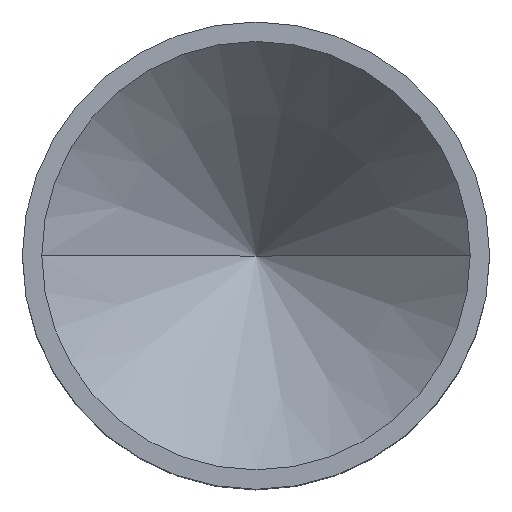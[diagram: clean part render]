
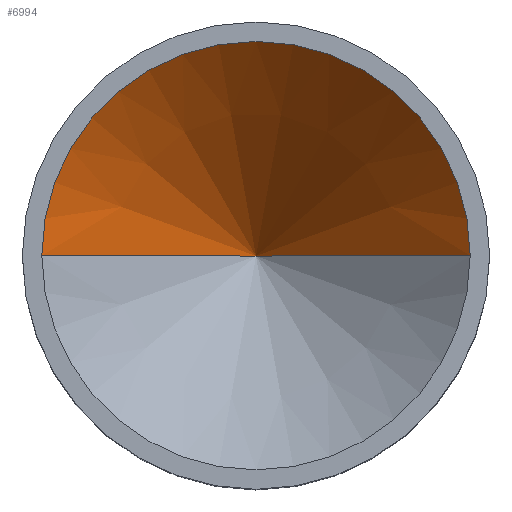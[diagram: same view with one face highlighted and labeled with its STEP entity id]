
A CAD part, top view. The second image highlights one B-rep face of the part: STEP entity #6994.
In plain terms, the highlighted conical face has half-angle 45 degrees and reference radius 0.55 mm.
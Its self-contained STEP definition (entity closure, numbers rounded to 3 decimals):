
#13 = CARTESIAN_POINT ( 'NONE',  ( 0.55, 0., 7.8 ) ) ;
#16 = CARTESIAN_POINT ( 'NONE',  ( -0.55, 0., 7.8 ) ) ;
#2031 = CARTESIAN_POINT ( 'NONE',  ( 0., 0., 7.25 ) ) ;
#3032 = CARTESIAN_POINT ( 'NONE',  ( 0.55, 0., 7.8 ) ) ;
#3033 = CARTESIAN_POINT ( 'NONE',  ( -0.55, 0., 7.8 ) ) ;
#3038 = DIRECTION ( 'NONE',  ( 0.707, 0., 0.707 ) ) ;
#3039 = DIRECTION ( 'NONE',  ( -0.707, 0., 0.707 ) ) ;
#3043 = CARTESIAN_POINT ( 'NONE',  ( 0., 0., 7.8 ) ) ;
#3044 = DIRECTION ( 'NONE',  ( 0., 0., 1. ) ) ;
#3045 = DIRECTION ( 'NONE',  ( 1., 0., 0. ) ) ;
#3377 = VERTEX_POINT ( 'NONE', #2031 ) ;
#3408 = VERTEX_POINT ( 'NONE', #13 ) ;
#3411 = VERTEX_POINT ( 'NONE', #16 ) ;
#3479 = ORIENTED_EDGE ( 'NONE', *, *, #7648, .F. ) ;
#3480 = ORIENTED_EDGE ( 'NONE', *, *, #7647, .T. ) ;
#3481 = ORIENTED_EDGE ( 'NONE', *, *, #7650, .T. ) ;
#3823 = EDGE_LOOP ( 'NONE', ( #3479, #3480, #3481 ) ) ;
#6466 = AXIS2_PLACEMENT_3D ( 'NONE', #3043, #3044, #3045 ) ;
#6994 = ADVANCED_FACE ( 'NONE', ( #8288 ), #8296, .F. ) ;
#7192 = DIRECTION ( 'NONE',  ( 1., 0., 0. ) ) ;
#7194 = DIRECTION ( 'NONE',  ( 0., 0., 1. ) ) ;
#7196 = CARTESIAN_POINT ( 'NONE',  ( 0., 0., 7.8 ) ) ;
#7647 = EDGE_CURVE ( 'NONE', #3377, #3408, #8429, .T. ) ;
#7648 = EDGE_CURVE ( 'NONE', #3377, #3411, #8430, .T. ) ;
#7650 = EDGE_CURVE ( 'NONE', #3408, #3411, #8436, .T. ) ;
#8239 = AXIS2_PLACEMENT_3D ( 'NONE', #7196, #7194, #7192 ) ;
#8288 = FACE_OUTER_BOUND ( 'NONE', #3823, .T. ) ;
#8296 = CONICAL_SURFACE ( 'NONE', #8239, 0.55, 0.785 ) ;
#8429 = LINE ( 'NONE', #3032, #8433 ) ;
#8430 = LINE ( 'NONE', #3033, #8435 ) ;
#8433 = VECTOR ( 'NONE', #3038, 1000. ) ;
#8435 = VECTOR ( 'NONE', #3039, 1000. ) ;
#8436 = CIRCLE ( 'NONE', #6466, 0.55 ) ;
